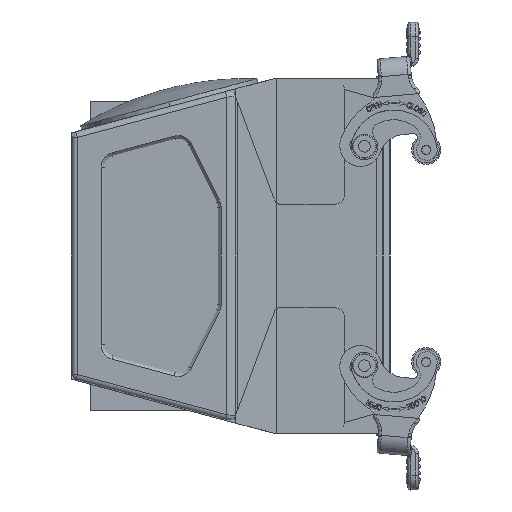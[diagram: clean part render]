
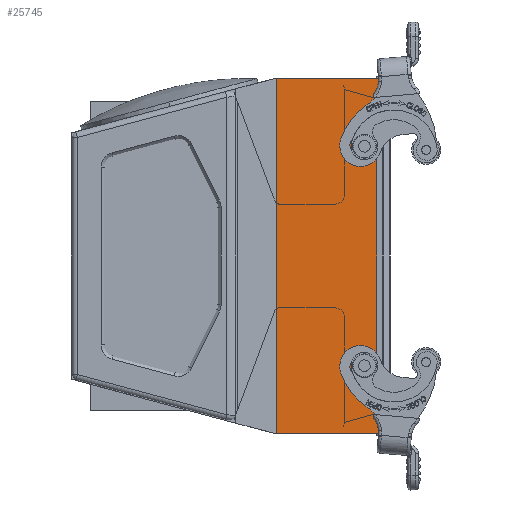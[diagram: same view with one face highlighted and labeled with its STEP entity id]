
A CAD part, left-side view. The second image highlights one B-rep face of the part: STEP entity #25745.
In plain terms, the highlighted planar face has unit normal (-1, 0, 0).
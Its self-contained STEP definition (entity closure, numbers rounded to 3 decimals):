
#25594=DIRECTION('',(0.,0.,1.));
#25595=VECTOR('',#25594,120.);
#25596=CARTESIAN_POINT('',(-21.5,-18.587,
-60.));
#25597=LINE('',#25596,#25595);
#25598=DIRECTION('',(0.,0.,-1.));
#25599=VECTOR('',#25598,120.);
#25600=CARTESIAN_POINT('',(-21.5,-54.585,60.));
#25601=LINE('',#25600,#25599);
#25654=DIRECTION('',(0.,-1.,0.));
#25655=VECTOR('',#25654,35.998);
#25656=CARTESIAN_POINT('',(-21.5,-18.587,
-60.));
#25657=LINE('',#25656,#25655);
#25694=DIRECTION('',(0.,1.,0.));
#25695=VECTOR('',#25694,35.998);
#25696=CARTESIAN_POINT('',(-21.5,-54.585,60.));
#25697=LINE('',#25696,#25695);
#25698=CARTESIAN_POINT('',(-21.5,-54.585,60.));
#25699=CARTESIAN_POINT('',(-21.5,-54.585,-60.));
#25700=VERTEX_POINT('',#25698);
#25701=VERTEX_POINT('',#25699);
#25706=CARTESIAN_POINT('',(-21.5,-18.587,
-60.));
#25707=CARTESIAN_POINT('',(-21.5,-18.587,
60.));
#25708=VERTEX_POINT('',#25706);
#25709=VERTEX_POINT('',#25707);
#25730=CARTESIAN_POINT('',(-21.5,0.,0.));
#25731=DIRECTION('',(1.,0.,0.));
#25732=DIRECTION('',(0.,1.,0.));
#25733=AXIS2_PLACEMENT_3D('',#25730,#25731,#25732);
#25734=PLANE('',#25733);
#25736=ORIENTED_EDGE('',*,*,#25735,.T.);
#25738=ORIENTED_EDGE('',*,*,#25737,.F.);
#25740=ORIENTED_EDGE('',*,*,#25739,.T.);
#25742=ORIENTED_EDGE('',*,*,#25741,.F.);
#25743=EDGE_LOOP('',(#25736,#25738,#25740,#25742));
#25744=FACE_OUTER_BOUND('',#25743,.F.);
#25745=ADVANCED_FACE('',(#25744),#25734,.F.);
#25735=EDGE_CURVE('',#25708,#25709,#25597,.T.);
#25737=EDGE_CURVE('',#25700,#25709,#25697,.T.);
#25739=EDGE_CURVE('',#25700,#25701,#25601,.T.);
#25741=EDGE_CURVE('',#25708,#25701,#25657,.T.);
